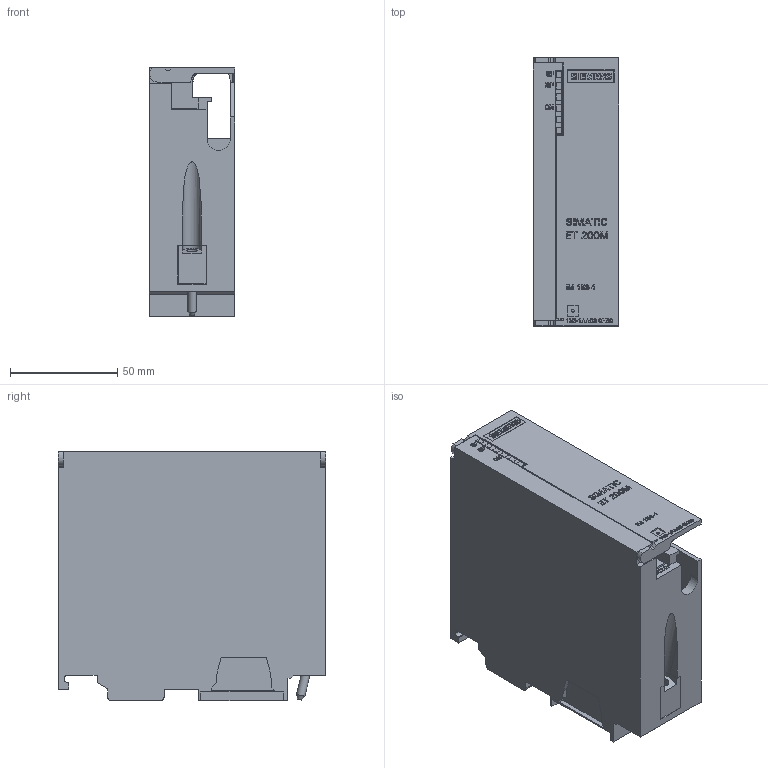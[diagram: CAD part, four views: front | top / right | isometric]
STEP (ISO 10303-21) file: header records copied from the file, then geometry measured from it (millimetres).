
FILE_DESCRIPTION(/* description */ (''),/* implementation_level */ '2;1');
FILE_NAME(/* name */ '6es71531aa030xb0_001_3d.stp',/* time_stamp */ '2011-02-24T09:31:29+01:00',/* author */ ('Z. Bartfai'),/* organization */ ('Siemens AG'),/* preprocessor_version */ 'ST-DEVELOPER v11',/* originating_system */ 'SIEMENS UGS NX 6.0',/* authorisation */ '');
FILE_SCHEMA (('AUTOMOTIVE_DESIGN { 1 0 10303 214 1 1 1 1 }'));
Length unit declared in the file: millimetre
Products named in the file (5): A5E30302617A_001; A5E30304373A_001; A5E30302608A_001; A5E30302606A_001; A5E30302620A_001
Assembly tree (4 placements, depth 2):
  A5E30302620A_001
    A5E30302606A_001
    A5E30302608A_001
    A5E30304373A_001
    A5E30302617A_001
Bounding box: 40 x 125 x 116.4 mm (x, y, z)
Volume: 434293.7 mm3; surface area: 78181.2 mm2
Topology: 121 solids, 121 shells, 1425 faces, 3476 edges, 2320 vertices
Faces by surface type: plane 1199, extrusion 169, cylinder 56, cone 1
Full cylindrical faces by diameter (mm): 1.2 x9, 1.3 x3, 2.4 x2, 2.8 x2, 2.9 x2, 3.4 x1, 4 x2, 5.2 x1, 7.21 x1, 8 x1
Entity records: 49046 total; most frequent: CARTESIAN_POINT 15001, ORIENTED_EDGE 6848, DIRECTION 5922, EDGE_CURVE 3424, VECTOR 3122, LINE 2953, VERTEX_POINT 2297, EDGE_LOOP 1583
